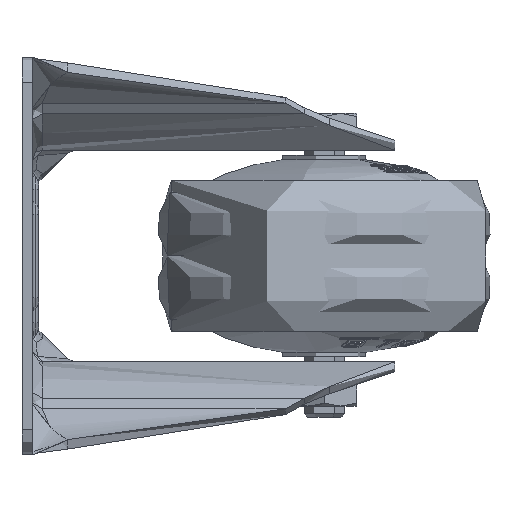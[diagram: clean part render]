
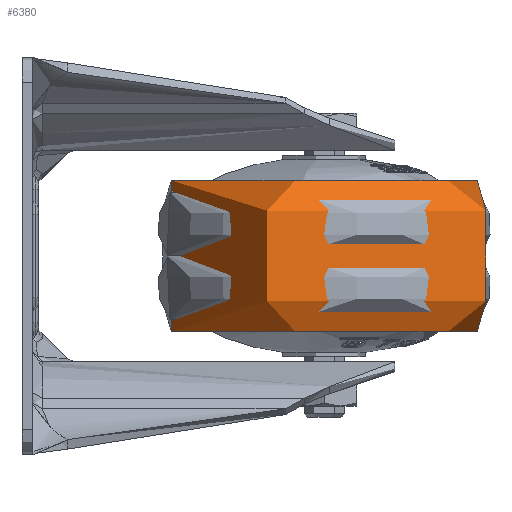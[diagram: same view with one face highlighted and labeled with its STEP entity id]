
A CAD part, left-side view. The second image highlights one B-rep face of the part: STEP entity #6380.
In plain terms, the highlighted free-form (B-spline) face has degree [3, 3] with [4, 4] control points.
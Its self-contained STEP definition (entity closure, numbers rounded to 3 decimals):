
#344 = CARTESIAN_POINT ( 'NONE',  ( 79.076, -104.951, 15. ) ) ;
#2303 =( BOUNDED_CURVE ( )  B_SPLINE_CURVE ( 3, ( #23023, #31715, #14356, #14907 ),
 .UNSPECIFIED., .F., .F. ) 
 B_SPLINE_CURVE_WITH_KNOTS ( ( 4, 4 ),
 ( 0., 3.142 ),
 .UNSPECIFIED. ) 
 CURVE ( )  GEOMETRIC_REPRESENTATION_ITEM ( )  RATIONAL_B_SPLINE_CURVE ( ( 1., 0.333, 0.333, 1. ) ) 
 REPRESENTATION_ITEM ( '' )  );
#3561 = EDGE_CURVE ( 'NONE', #32636, #23285, #2303, .T. ) ;
#6380 = ADVANCED_FACE ( 'NONE', ( #41668 ), #20377, .F. ) ;
#8556 = EDGE_LOOP ( 'NONE', ( #53321, #34617, #39023, #43110 ) ) ;
#8795 = CARTESIAN_POINT ( 'NONE',  ( -43.041, -47.264, -15. ) ) ;
#11361 = EDGE_CURVE ( 'NONE', #23285, #37182, #37468, .T. ) ;
#12313 = EDGE_CURVE ( 'NONE', #32636, #24504, #31076, .T. ) ;
#12829 = CARTESIAN_POINT ( 'NONE',  ( -8.63, -51.398, -15. ) ) ;
#14013 = AXIS2_PLACEMENT_3D ( 'NONE', #33808, #25619, #41432 ) ;
#14356 = CARTESIAN_POINT ( 'NONE',  ( 79.076, -104.951, -15. ) ) ;
#14907 = CARTESIAN_POINT ( 'NONE',  ( 73.848, -90.36, -15. ) ) ;
#15231 = CARTESIAN_POINT ( 'NONE',  ( 73.848, -90.36, -15. ) ) ;
#15247 = DIRECTION ( 'NONE',  ( 0.337, -0.941, 0. ) ) ;
#15481 = AXIS2_PLACEMENT_3D ( 'NONE', #35645, #44079, #15247 ) ;
#16930 = CARTESIAN_POINT ( 'NONE',  ( 46.861, -15.049, 15. ) ) ;
#17462 = CARTESIAN_POINT ( 'NONE',  ( 13.128, -112.118, -15. ) ) ;
#18833 = CARTESIAN_POINT ( 'NONE',  ( 52.09, -29.64, 15. ) ) ;
#19108 = CARTESIAN_POINT ( 'NONE',  ( 52.09, -29.64, -15. ) ) ;
#20377 =( BOUNDED_SURFACE ( )  B_SPLINE_SURFACE ( 3, 3, ( 
 ( #24798, #25058, #20442, #45492 ),
 ( #344, #38131, #50133, #16930 ),
 ( #53685, #32973, #8795, #41397 ),
 ( #41131, #17462, #12829, #34042 ) ),
 .UNSPECIFIED., .F., .F., .T. ) 
 B_SPLINE_SURFACE_WITH_KNOTS ( ( 4, 4 ),
 ( 4, 4 ),
 ( 0., 1. ),
 ( 0., 1. ),
 .UNSPECIFIED. ) 
 GEOMETRIC_REPRESENTATION_ITEM ( )  RATIONAL_B_SPLINE_SURFACE ( (
 ( 1., 0.333, 0.333, 1.),
 ( 0.333, 0.111, 0.111, 0.333),
 ( 0.333, 0.111, 0.111, 0.333),
 ( 1., 0.333, 0.333, 1.) ) ) 
 REPRESENTATION_ITEM ( '' )  SURFACE ( )  );
#20442 = CARTESIAN_POINT ( 'NONE',  ( -8.63, -51.398, 15. ) ) ;
#23023 = CARTESIAN_POINT ( 'NONE',  ( 73.848, -90.36, 15. ) ) ;
#23285 = VERTEX_POINT ( 'NONE', #15231 ) ;
#24504 = VERTEX_POINT ( 'NONE', #36000 ) ;
#24798 = CARTESIAN_POINT ( 'NONE',  ( 73.848, -90.36, 15. ) ) ;
#25058 = CARTESIAN_POINT ( 'NONE',  ( 13.128, -112.118, 15. ) ) ;
#25619 = DIRECTION ( 'NONE',  ( 0., 0., -1. ) ) ;
#31076 = CIRCLE ( 'NONE', #15481, 32.25 ) ;
#31715 = CARTESIAN_POINT ( 'NONE',  ( 79.076, -104.951, 15. ) ) ;
#32636 = VERTEX_POINT ( 'NONE', #49108 ) ;
#32973 = CARTESIAN_POINT ( 'NONE',  ( -10.826, -137.166, -15. ) ) ;
#33808 = CARTESIAN_POINT ( 'NONE',  ( 62.969, -60., -15. ) ) ;
#34042 = CARTESIAN_POINT ( 'NONE',  ( 52.09, -29.64, -15. ) ) ;
#34617 = ORIENTED_EDGE ( 'NONE', *, *, #50724, .T. ) ;
#35427 = CARTESIAN_POINT ( 'NONE',  ( 46.861, -15.049, 15. ) ) ;
#35645 = CARTESIAN_POINT ( 'NONE',  ( 62.969, -60., 15. ) ) ;
#36000 = CARTESIAN_POINT ( 'NONE',  ( 52.09, -29.64, 15. ) ) ;
#37182 = VERTEX_POINT ( 'NONE', #40003 ) ;
#37468 = CIRCLE ( 'NONE', #14013, 32.25 ) ;
#38131 = CARTESIAN_POINT ( 'NONE',  ( -10.826, -137.166, 15. ) ) ;
#39023 = ORIENTED_EDGE ( 'NONE', *, *, #11361, .F. ) ;
#40003 = CARTESIAN_POINT ( 'NONE',  ( 52.09, -29.64, -15. ) ) ;
#41131 = CARTESIAN_POINT ( 'NONE',  ( 73.848, -90.36, -15. ) ) ;
#41397 = CARTESIAN_POINT ( 'NONE',  ( 46.861, -15.049, -15. ) ) ;
#41432 = DIRECTION ( 'NONE',  ( 0.337, -0.941, 0. ) ) ;
#41668 = FACE_OUTER_BOUND ( 'NONE', #8556, .T. ) ;
#43110 = ORIENTED_EDGE ( 'NONE', *, *, #3561, .F. ) ;
#44079 = DIRECTION ( 'NONE',  ( 0., 0., -1. ) ) ;
#45492 = CARTESIAN_POINT ( 'NONE',  ( 52.09, -29.64, 15. ) ) ;
#48220 = CARTESIAN_POINT ( 'NONE',  ( 46.861, -15.049, -15. ) ) ;
#49108 = CARTESIAN_POINT ( 'NONE',  ( 73.848, -90.36, 15. ) ) ;
#50133 = CARTESIAN_POINT ( 'NONE',  ( -43.041, -47.264, 15. ) ) ;
#50724 = EDGE_CURVE ( 'NONE', #24504, #37182, #52837, .T. ) ;
#52837 =( BOUNDED_CURVE ( )  B_SPLINE_CURVE ( 3, ( #18833, #35427, #48220, #19108 ),
 .UNSPECIFIED., .F., .F. ) 
 B_SPLINE_CURVE_WITH_KNOTS ( ( 4, 4 ),
 ( 0., 3.142 ),
 .UNSPECIFIED. ) 
 CURVE ( )  GEOMETRIC_REPRESENTATION_ITEM ( )  RATIONAL_B_SPLINE_CURVE ( ( 1., 0.333, 0.333, 1. ) ) 
 REPRESENTATION_ITEM ( '' )  );
#53321 = ORIENTED_EDGE ( 'NONE', *, *, #12313, .T. ) ;
#53685 = CARTESIAN_POINT ( 'NONE',  ( 79.076, -104.951, -15. ) ) ;
